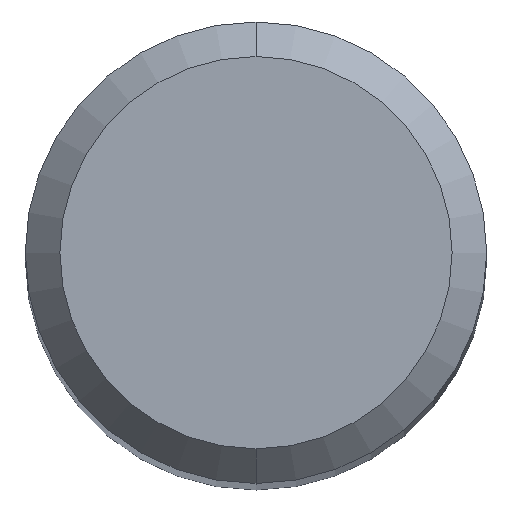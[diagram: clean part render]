
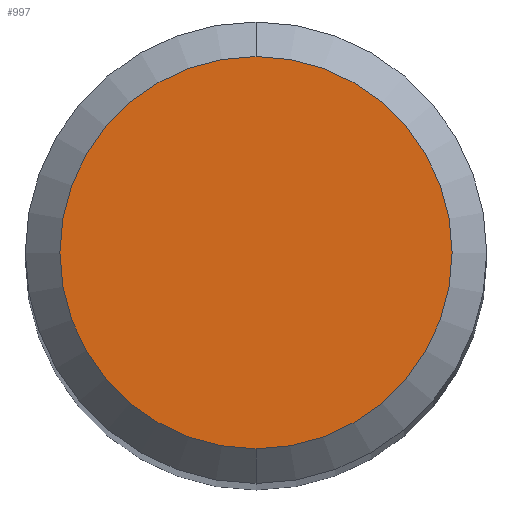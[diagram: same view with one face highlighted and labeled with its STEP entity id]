
A CAD part, top view. The second image highlights one B-rep face of the part: STEP entity #997.
In plain terms, the highlighted planar face has unit normal (0, 0, 1).
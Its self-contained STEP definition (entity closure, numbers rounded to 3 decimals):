
#623=EDGE_CURVE('',#639,#779,#1313,.T.);
#639=VERTEX_POINT('',#1332);
#689=EDGE_CURVE('',#779,#639,#1385,.T.);
#779=VERTEX_POINT('',#1484);
#997=ADVANCED_FACE('',(#1718),#1719,.T.);
#1313=CIRCLE('',#2777,1.7);
#1332=CARTESIAN_POINT('',(0.,-1.7,0.0));
#1385=CIRCLE('',#3063,1.7);
#1484=CARTESIAN_POINT('',(0.0,1.7,0.0));
#1718=FACE_OUTER_BOUND('',#4632,.T.);
#1719=PLANE('',#4633);
#2777=AXIS2_PLACEMENT_3D('',#5007,#5008,#5009);
#3063=AXIS2_PLACEMENT_3D('',#5082,#5083,#5084);
#4632=EDGE_LOOP('',(#5400,#5401));
#4633=AXIS2_PLACEMENT_3D('',#5402,#5403,#5404);
#5007=CARTESIAN_POINT('',(0.0,0.0,0.0));
#5008=DIRECTION('',(0.0,0.0,-1.0));
#5009=DIRECTION('',(0.0,1.0,0.0));
#5082=CARTESIAN_POINT('',(0.0,0.0,0.0));
#5083=DIRECTION('',(0.0,0.0,-1.0));
#5084=DIRECTION('',(0.0,1.0,0.0));
#5400=ORIENTED_EDGE('',*,*,#689,.F.);
#5401=ORIENTED_EDGE('',*,*,#623,.F.);
#5402=CARTESIAN_POINT('',(0.0,0.85,0.0));
#5403=DIRECTION('',(-0.0,0.0,1.0));
#5404=DIRECTION('',(0.0,-1.0,0.0));
